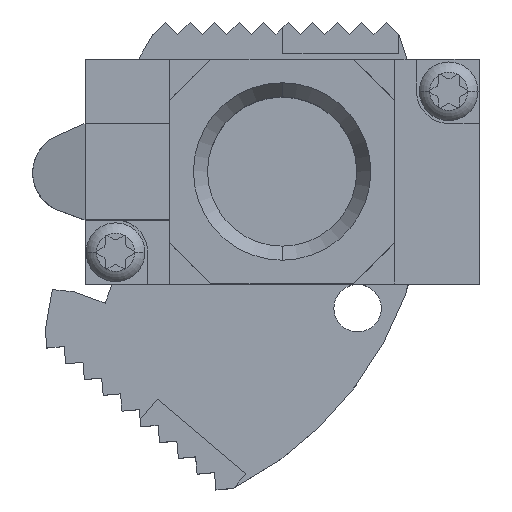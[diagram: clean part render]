
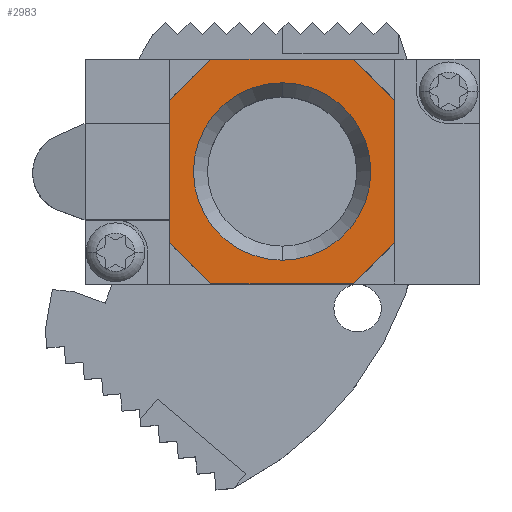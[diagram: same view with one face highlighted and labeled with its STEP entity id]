
A CAD part, top view. The second image highlights one B-rep face of the part: STEP entity #2983.
In plain terms, the highlighted face is planar.
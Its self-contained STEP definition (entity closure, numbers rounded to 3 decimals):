
#70 = CARTESIAN_POINT ( 'NONE',  ( 17.88, -5.6, -11.12 ) ) ;
#180 = ORIENTED_EDGE ( 'NONE', *, *, #6256, .F. ) ;
#251 = CARTESIAN_POINT ( 'NONE',  ( 11.12, -5.6, 17.88 ) ) ;
#277 = CARTESIAN_POINT ( 'NONE',  ( -17.75, -5.6, -11.25 ) ) ;
#297 = ORIENTED_EDGE ( 'NONE', *, *, #1182, .T. ) ;
#324 = VECTOR ( 'NONE', #4006, 1000. ) ;
#433 = CIRCLE ( 'NONE', #5421, 14. ) ;
#537 = VERTEX_POINT ( 'NONE', #3873 ) ;
#544 = CARTESIAN_POINT ( 'NONE',  ( -11.12, -5.6, -17.88 ) ) ;
#587 = EDGE_LOOP ( 'NONE', ( #8224, #8590 ) ) ;
#604 = VECTOR ( 'NONE', #7120, 1000. ) ;
#641 = DIRECTION ( 'NONE',  ( 0., 0., -1. ) ) ;
#905 = CARTESIAN_POINT ( 'NONE',  ( -11.25, -5.6, -17.75 ) ) ;
#960 = EDGE_CURVE ( 'NONE', #3966, #4867, #3384, .T. ) ;
#1182 = EDGE_CURVE ( 'NONE', #8017, #537, #8813, .T. ) ;
#1549 = ORIENTED_EDGE ( 'NONE', *, *, #960, .F. ) ;
#1556 = VERTEX_POINT ( 'NONE', #6438 ) ;
#1654 = VECTOR ( 'NONE', #5966, 1000. ) ;
#1737 = VECTOR ( 'NONE', #5388, 1000. ) ;
#1818 = DIRECTION ( 'NONE',  ( 0., 0., -1. ) ) ;
#1834 = EDGE_LOOP ( 'NONE', ( #180, #5079, #2927, #7754, #1549, #5835, #7324, #297 ) ) ;
#2012 = DIRECTION ( 'NONE',  ( 0., 0., -1. ) ) ;
#2023 = LINE ( 'NONE', #4847, #2338 ) ;
#2118 = EDGE_CURVE ( 'NONE', #3966, #7472, #2023, .T. ) ;
#2269 = CARTESIAN_POINT ( 'NONE',  ( 17.75, -5.6, 18.46 ) ) ;
#2338 = VECTOR ( 'NONE', #641, 1000. ) ;
#2509 = CARTESIAN_POINT ( 'NONE',  ( 0., -5.6, -14. ) ) ;
#2584 = VERTEX_POINT ( 'NONE', #3220 ) ;
#2600 = DIRECTION ( 'NONE',  ( 0., -1., 0. ) ) ;
#2625 = DIRECTION ( 'NONE',  ( 0., -1., 0. ) ) ;
#2653 = CARTESIAN_POINT ( 'NONE',  ( 0., -5.6, 0. ) ) ;
#2813 = AXIS2_PLACEMENT_3D ( 'NONE', #7736, #3861, #1818 ) ;
#2927 = ORIENTED_EDGE ( 'NONE', *, *, #6402, .F. ) ;
#2983 = ADVANCED_FACE ( 'NONE', ( #6373, #7128 ), #6446, .T. ) ;
#3205 = CARTESIAN_POINT ( 'NONE',  ( 18.46, -5.6, -17.75 ) ) ;
#3220 = CARTESIAN_POINT ( 'NONE',  ( 0., -5.6, 14. ) ) ;
#3384 = LINE ( 'NONE', #4771, #6914 ) ;
#3499 = AXIS2_PLACEMENT_3D ( 'NONE', #8093, #2625, #5338 ) ;
#3599 = VERTEX_POINT ( 'NONE', #2509 ) ;
#3861 = DIRECTION ( 'NONE',  ( 0., -1., 0. ) ) ;
#3865 = EDGE_CURVE ( 'NONE', #1556, #4766, #6379, .T. ) ;
#3869 = CARTESIAN_POINT ( 'NONE',  ( 17.75, -5.6, 11.25 ) ) ;
#3873 = CARTESIAN_POINT ( 'NONE',  ( 11.25, -5.6, -17.75 ) ) ;
#3966 = VERTEX_POINT ( 'NONE', #6850 ) ;
#4006 = DIRECTION ( 'NONE',  ( 1., 0., 0. ) ) ;
#4070 = DIRECTION ( 'NONE',  ( -0.707, 0., 0.707 ) ) ;
#4112 = LINE ( 'NONE', #544, #8301 ) ;
#4731 = LINE ( 'NONE', #6597, #1654 ) ;
#4745 = EDGE_CURVE ( 'NONE', #7118, #4867, #4731, .T. ) ;
#4766 = VERTEX_POINT ( 'NONE', #3869 ) ;
#4771 = CARTESIAN_POINT ( 'NONE',  ( -17.88, -5.6, 11.12 ) ) ;
#4847 = CARTESIAN_POINT ( 'NONE',  ( -17.75, -5.6, 18.46 ) ) ;
#4867 = VERTEX_POINT ( 'NONE', #7283 ) ;
#5079 = ORIENTED_EDGE ( 'NONE', *, *, #3865, .T. ) ;
#5164 = EDGE_CURVE ( 'NONE', #3599, #2584, #7386, .T. ) ;
#5338 = DIRECTION ( 'NONE',  ( 0., 0., -1. ) ) ;
#5388 = DIRECTION ( 'NONE',  ( -0.707, 0., -0.707 ) ) ;
#5421 = AXIS2_PLACEMENT_3D ( 'NONE', #2653, #2600, #2012 ) ;
#5621 = EDGE_CURVE ( 'NONE', #2584, #3599, #433, .T. ) ;
#5656 = EDGE_CURVE ( 'NONE', #8017, #7472, #4112, .T. ) ;
#5835 = ORIENTED_EDGE ( 'NONE', *, *, #2118, .T. ) ;
#5966 = DIRECTION ( 'NONE',  ( -1., 0., 0. ) ) ;
#6185 = LINE ( 'NONE', #70, #1737 ) ;
#6256 = EDGE_CURVE ( 'NONE', #1556, #537, #6185, .T. ) ;
#6311 = LINE ( 'NONE', #251, #604 ) ;
#6373 = FACE_BOUND ( 'NONE', #587, .T. ) ;
#6379 = LINE ( 'NONE', #2269, #7782 ) ;
#6402 = EDGE_CURVE ( 'NONE', #7118, #4766, #6311, .T. ) ;
#6438 = CARTESIAN_POINT ( 'NONE',  ( 17.75, -5.6, -11.25 ) ) ;
#6446 = PLANE ( 'NONE',  #2813 ) ;
#6539 = DIRECTION ( 'NONE',  ( 0., 0., 1. ) ) ;
#6597 = CARTESIAN_POINT ( 'NONE',  ( 18.46, -5.6, 17.75 ) ) ;
#6850 = CARTESIAN_POINT ( 'NONE',  ( -17.75, -5.6, 11.25 ) ) ;
#6914 = VECTOR ( 'NONE', #7514, 1000. ) ;
#6981 = CARTESIAN_POINT ( 'NONE',  ( 11.25, -5.6, 17.75 ) ) ;
#7118 = VERTEX_POINT ( 'NONE', #6981 ) ;
#7120 = DIRECTION ( 'NONE',  ( 0.707, 0., -0.707 ) ) ;
#7128 = FACE_OUTER_BOUND ( 'NONE', #1834, .T. ) ;
#7283 = CARTESIAN_POINT ( 'NONE',  ( -11.25, -5.6, 17.75 ) ) ;
#7324 = ORIENTED_EDGE ( 'NONE', *, *, #5656, .F. ) ;
#7386 = CIRCLE ( 'NONE', #3499, 14. ) ;
#7472 = VERTEX_POINT ( 'NONE', #277 ) ;
#7514 = DIRECTION ( 'NONE',  ( 0.707, 0., 0.707 ) ) ;
#7736 = CARTESIAN_POINT ( 'NONE',  ( 18.46, -5.6, 18.46 ) ) ;
#7754 = ORIENTED_EDGE ( 'NONE', *, *, #4745, .T. ) ;
#7782 = VECTOR ( 'NONE', #6539, 1000. ) ;
#8017 = VERTEX_POINT ( 'NONE', #905 ) ;
#8093 = CARTESIAN_POINT ( 'NONE',  ( 0., -5.6, 0. ) ) ;
#8224 = ORIENTED_EDGE ( 'NONE', *, *, #5164, .F. ) ;
#8301 = VECTOR ( 'NONE', #4070, 1000. ) ;
#8590 = ORIENTED_EDGE ( 'NONE', *, *, #5621, .F. ) ;
#8813 = LINE ( 'NONE', #3205, #324 ) ;
